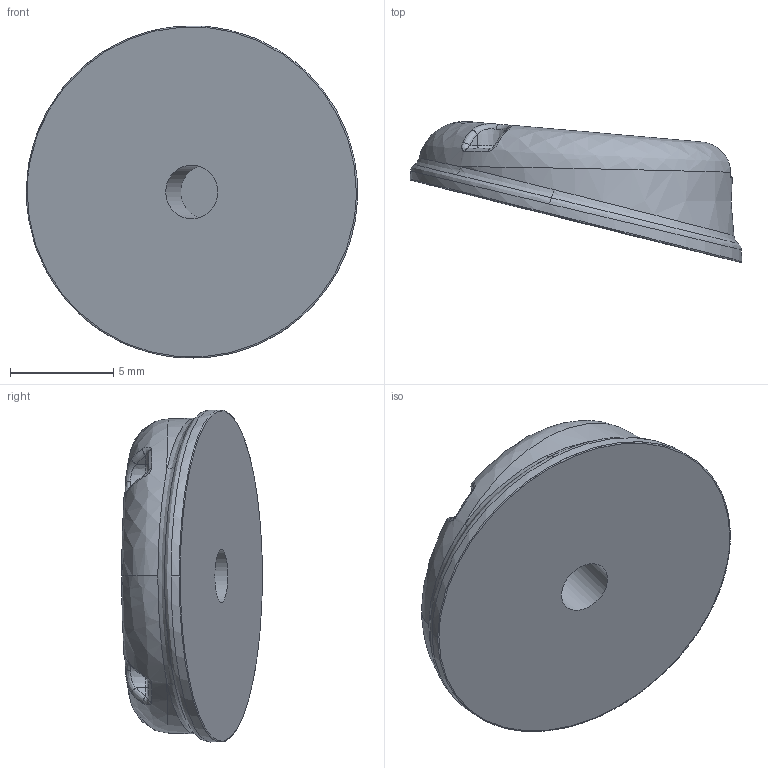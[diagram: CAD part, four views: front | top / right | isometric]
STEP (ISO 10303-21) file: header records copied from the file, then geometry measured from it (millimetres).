
FILE_DESCRIPTION(/* description */ (''),/* implementation_level */ '2;1');
FILE_NAME(/* name */ 'ur3-little-cap-blank v1.step',/* time_stamp */ '2025-08-28T11:51:52-04:00',/* author */ (''),/* organization */ (''),/* preprocessor_version */ 'ST-DEVELOPER v20.1',/* originating_system */ 'Autodesk Translation Framework v14.10.0.0',/* authorisation */ '');
FILE_SCHEMA (('AUTOMOTIVE_DESIGN { 1 0 10303 214 3 1 1 }'));
Length unit declared in the file: millimetre
Products named in the file (1): 34011-STEP
Bounding box: 16.06 x 6.82 x 16.09 mm (x, y, z)
Volume: 755.7 mm3; surface area: 601 mm2
Topology: 1 solids, 1 shells, 71 faces, 204 edges, 136 vertices
Faces by surface type: bspline 42, plane 14, cylinder 7, cone 4, torus 4
Full cylindrical faces by diameter (mm): 2.6 x1
Entity records: 8607 total; most frequent: CARTESIAN_POINT 7063, ORIENTED_EDGE 404, EDGE_CURVE 202, DIRECTION 197, VERTEX_POINT 136, B_SPLINE_CURVE_WITH_KNOTS 121, AXIS2_PLACEMENT_3D 87, EDGE_LOOP 74
